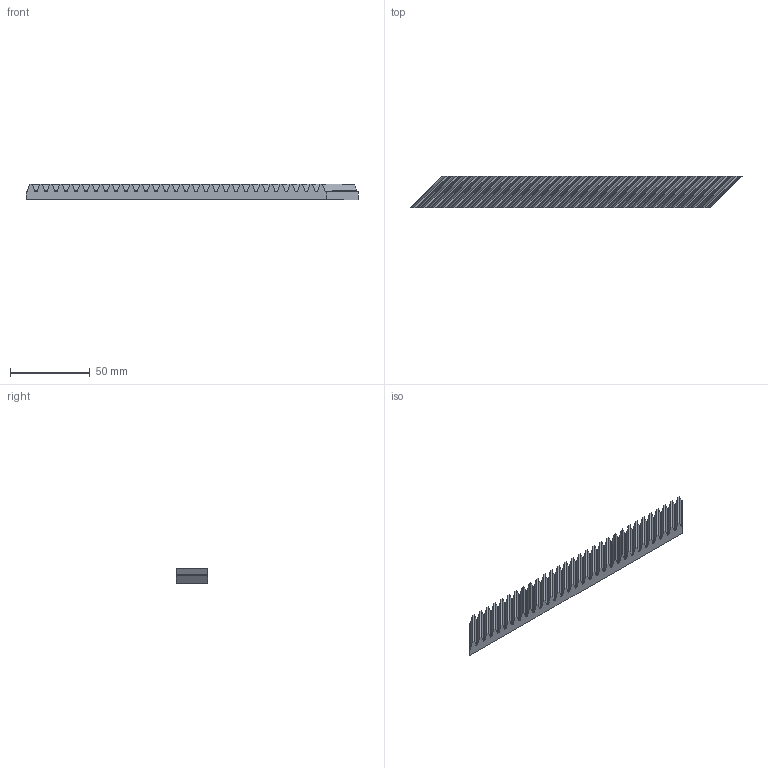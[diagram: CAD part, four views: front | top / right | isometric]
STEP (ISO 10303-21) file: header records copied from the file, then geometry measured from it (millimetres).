
FILE_DESCRIPTION(/* description */ ('STEP AP242','CAx-IF Rec.Pracs.---Representation and Presentation of Product Manufacturing Information (PMI)---4.0---2014-10-13','CAx-IF Rec.Pracs.---3D Tessellated Geometry---0.4---2014-09-14','2;1'),/* implementation_level */ '2;1');
FILE_NAME(/* name */ '632fea1c3c17c75bc4657905',/* time_stamp */ '2022-09-25T05:41:49+00:00',/* author */ (''),/* organization */ (''),/* preprocessor_version */ 'ST-DEVELOPER v18.102',/* originating_system */ ' ',/* authorisation */ ' ');
FILE_SCHEMA (('AP242_MANAGED_MODEL_BASED_3D_ENGINEERING_MIM_LF { 1 0 10303 442 1 1 4 }'));
Length unit declared in the file: metre
Products named in the file (1): Rack Helical
Bounding box: 208.5 x 20 x 9.5 mm (x, y, z)
Volume: 27615.6 mm3; surface area: 16284.8 mm2
Topology: 1 solids, 1 shells, 186 faces, 552 edges, 368 vertices
Faces by surface type: plane 126, bspline 60
Entity records: 6598 total; most frequent: CARTESIAN_POINT 1647, ORIENTED_EDGE 1104, DIRECTION 926, EDGE_CURVE 552, LINE 432, VECTOR 432, VERTEX_POINT 368, AXIS2_PLACEMENT_3D 247
